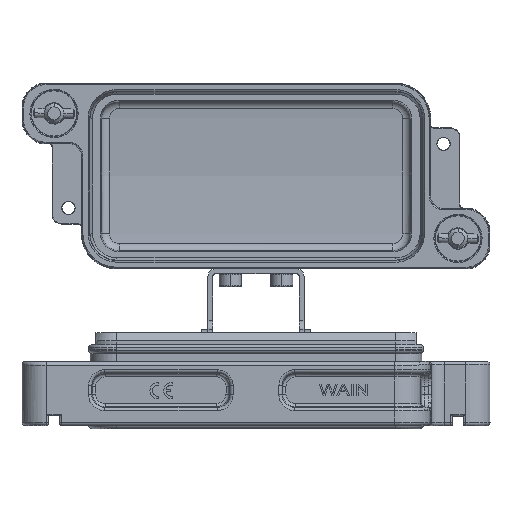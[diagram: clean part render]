
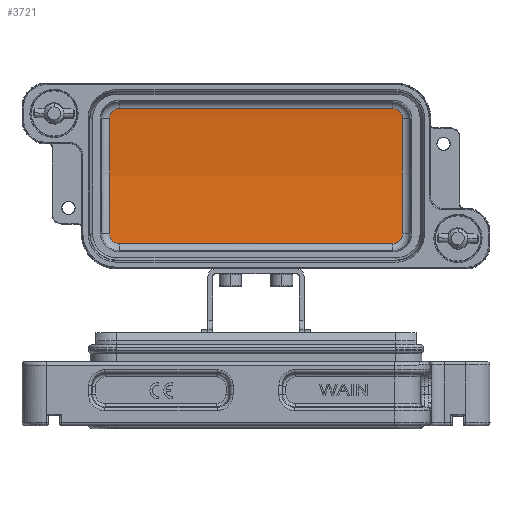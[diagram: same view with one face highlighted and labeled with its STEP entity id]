
A CAD part, top view. The second image highlights one B-rep face of the part: STEP entity #3721.
In plain terms, the highlighted cylindrical face has radius 197.5 mm (diameter 395 mm), a partial arc.
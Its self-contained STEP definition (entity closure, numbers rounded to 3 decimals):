
#1133=CYLINDRICAL_SURFACE('',#30736,197.5);
#3721=ADVANCED_FACE('NONE',(#6012),#1133,.F.);
#6012=FACE_OUTER_BOUND('',#7754,.T.);
#7754=EDGE_LOOP('',(#18870,#18871,#18872,#18873,#18874,#18875,#18876,#18877));
#9618=LINE('',#60314,#11350);
#9642=LINE('',#60475,#11374);
#11350=VECTOR('',#36815,1.);
#11374=VECTOR('',#36895,1.);
#18870=ORIENTED_EDGE('',*,*,#26763,.F.);
#18871=ORIENTED_EDGE('',*,*,#26764,.F.);
#18872=ORIENTED_EDGE('',*,*,#26744,.T.);
#18873=ORIENTED_EDGE('',*,*,#26724,.T.);
#18874=ORIENTED_EDGE('',*,*,#26762,.T.);
#18875=ORIENTED_EDGE('',*,*,#26765,.F.);
#18876=ORIENTED_EDGE('',*,*,#26766,.F.);
#18877=ORIENTED_EDGE('',*,*,#26767,.F.);
#22566=VERTEX_POINT('',#60313);
#22567=VERTEX_POINT('',#60315);
#22577=VERTEX_POINT('',#60368);
#22581=VERTEX_POINT('',#60443);
#22582=VERTEX_POINT('',#60457);
#22583=VERTEX_POINT('',#60458);
#22584=VERTEX_POINT('',#60467);
#22585=VERTEX_POINT('',#60474);
#26724=EDGE_CURVE('NONE',#22567,#22566,#9618,.T.);
#26744=EDGE_CURVE('NONE',#22577,#22567,#28478,.T.);
#26762=EDGE_CURVE('NONE',#22566,#22581,#28486,.T.);
#26763=EDGE_CURVE('NONE',#22582,#22583,#28487,.T.);
#26764=EDGE_CURVE('NONE',#22577,#22582,#28488,.T.);
#26765=EDGE_CURVE('NONE',#22584,#22581,#28489,.T.);
#26766=EDGE_CURVE('NONE',#22585,#22584,#28490,.T.);
#26767=EDGE_CURVE('NONE',#22583,#22585,#9642,.T.);
#28478=B_SPLINE_CURVE_WITH_KNOTS('',3,(#60362,#60363,#60364,#60365,#60366,
#60367),.UNSPECIFIED.,.F.,.F.,(4,2,4),(0.,0.5,1.),.UNSPECIFIED.);
#28486=B_SPLINE_CURVE_WITH_KNOTS('',3,(#60444,#60445,#60446,#60447,#60448,
#60449),.UNSPECIFIED.,.F.,.F.,(4,2,4),(0.,0.5,1.),.UNSPECIFIED.);
#28487=B_SPLINE_CURVE_WITH_KNOTS('',3,(#60451,#60452,#60453,#60454,#60455,
#60456),.UNSPECIFIED.,.F.,.F.,(4,2,4),(0.,0.5,1.),.UNSPECIFIED.);
#28488=B_SPLINE_CURVE_WITH_KNOTS('',3,(#60459,#60460,#60461,#60462),
 .UNSPECIFIED.,.F.,.F.,(4,4),(0.,1.),.UNSPECIFIED.);
#28489=B_SPLINE_CURVE_WITH_KNOTS('',3,(#60463,#60464,#60465,#60466),
 .UNSPECIFIED.,.F.,.F.,(4,4),(0.,1.),.UNSPECIFIED.);
#28490=B_SPLINE_CURVE_WITH_KNOTS('',3,(#60468,#60469,#60470,#60471,#60472,
#60473),.UNSPECIFIED.,.F.,.F.,(4,2,4),(0.,0.5,1.),.UNSPECIFIED.);
#30736=AXIS2_PLACEMENT_3D('',#60476,#36896,#36897);
#36815=DIRECTION('',(1.,0.,0.));
#36895=DIRECTION('',(1.,0.,0.));
#36896=DIRECTION('',(-1.,0.,0.));
#36897=DIRECTION('',(0.,1.,0.));
#60313=CARTESIAN_POINT('',(42.714,56.947,-75.875));
#60314=CARTESIAN_POINT('',(43.215,56.947,-75.875));
#60315=CARTESIAN_POINT('',(-42.714,56.947,-75.875));
#60362=CARTESIAN_POINT('',(-45.708,59.99,-76.178));
#60363=CARTESIAN_POINT('',(-45.709,59.185,-76.104));
#60364=CARTESIAN_POINT('',(-45.396,58.409,-76.028));
#60365=CARTESIAN_POINT('',(-44.268,57.264,-75.91));
#60366=CARTESIAN_POINT('',(-43.506,56.947,-75.876));
#60367=CARTESIAN_POINT('',(-42.714,56.947,-75.875));
#60368=CARTESIAN_POINT('',(-45.708,59.99,-76.178));
#60443=CARTESIAN_POINT('',(45.708,59.99,-76.178));
#60444=CARTESIAN_POINT('',(42.714,56.947,-75.875));
#60445=CARTESIAN_POINT('',(43.506,56.947,-75.876));
#60446=CARTESIAN_POINT('',(44.268,57.264,-75.91));
#60447=CARTESIAN_POINT('',(45.396,58.409,-76.027));
#60448=CARTESIAN_POINT('',(45.709,59.185,-76.104));
#60449=CARTESIAN_POINT('',(45.708,59.99,-76.178));
#60451=CARTESIAN_POINT('',(-45.708,95.996,-76.179));
#60452=CARTESIAN_POINT('',(-45.709,96.573,-76.124));
#60453=CARTESIAN_POINT('',(-45.528,97.439,-76.04));
#60454=CARTESIAN_POINT('',(-44.145,98.849,-75.899));
#60455=CARTESIAN_POINT('',(-43.3,99.039,-75.877));
#60456=CARTESIAN_POINT('',(-42.714,99.039,-75.874));
#60457=CARTESIAN_POINT('',(-45.708,95.996,-76.178));
#60458=CARTESIAN_POINT('',(-42.714,99.039,-75.875));
#60459=CARTESIAN_POINT('',(-45.708,59.99,-76.178));
#60460=CARTESIAN_POINT('',(-45.689,71.959,-77.273));
#60461=CARTESIAN_POINT('',(-45.689,84.027,-77.273));
#60462=CARTESIAN_POINT('',(-45.708,95.996,-76.178));
#60463=CARTESIAN_POINT('',(45.708,95.996,-76.178));
#60464=CARTESIAN_POINT('',(45.689,84.027,-77.273));
#60465=CARTESIAN_POINT('',(45.689,71.959,-77.273));
#60466=CARTESIAN_POINT('',(45.708,59.99,-76.178));
#60467=CARTESIAN_POINT('',(45.708,95.996,-76.178));
#60468=CARTESIAN_POINT('',(42.714,99.039,-75.874));
#60469=CARTESIAN_POINT('',(43.306,99.039,-75.877));
#60470=CARTESIAN_POINT('',(44.132,98.863,-75.897));
#60471=CARTESIAN_POINT('',(45.541,97.426,-76.041));
#60472=CARTESIAN_POINT('',(45.709,96.578,-76.123));
#60473=CARTESIAN_POINT('',(45.708,95.996,-76.179));
#60474=CARTESIAN_POINT('',(42.714,99.039,-75.875));
#60475=CARTESIAN_POINT('',(48.5,99.039,-75.875));
#60476=CARTESIAN_POINT('',(48.5,77.993,120.5));
